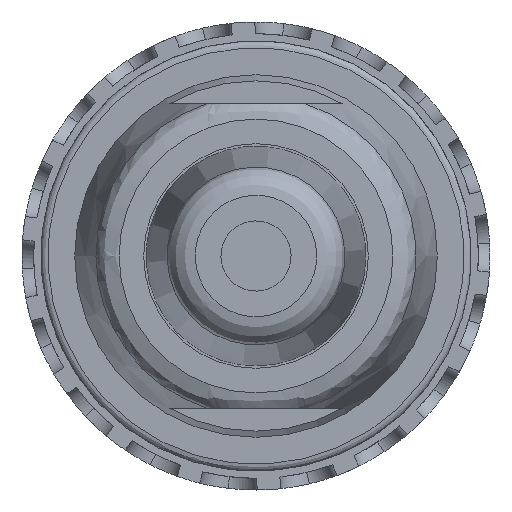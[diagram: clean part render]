
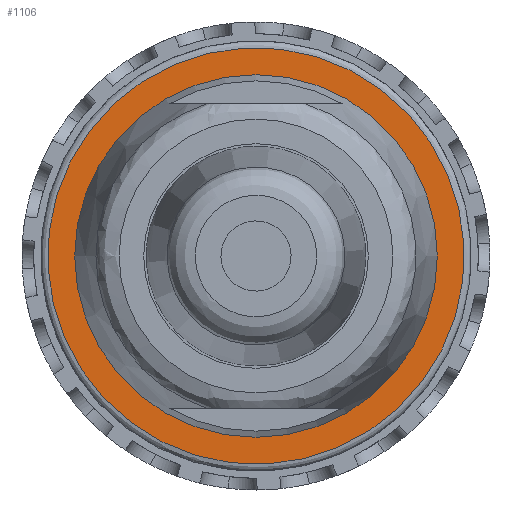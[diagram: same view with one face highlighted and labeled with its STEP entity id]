
A CAD part, front view. The second image highlights one B-rep face of the part: STEP entity #1106.
In plain terms, the highlighted planar face has unit normal (0, -1, 0).
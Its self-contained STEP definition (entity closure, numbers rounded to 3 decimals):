
#1106=ADVANCED_FACE('',(#1416,#1417),#1298,.T.);
#1298=PLANE('',#3800);
#1416=FACE_BOUND('',#1473,.T.);
#1417=FACE_BOUND('',#1474,.T.);
#1473=EDGE_LOOP('',(#1720));
#1474=EDGE_LOOP('',(#1721));
#1720=ORIENTED_EDGE('',*,*,#3118,.F.);
#1721=ORIENTED_EDGE('',*,*,#3140,.F.);
#2752=VERTEX_POINT('',#5007);
#2770=VERTEX_POINT('',#5136);
#3118=EDGE_CURVE('',#2752,#2752,#3657,.T.);
#3140=EDGE_CURVE('',#2770,#2770,#3671,.T.);
#3657=CIRCLE('',#3772,7.75);
#3671=CIRCLE('',#3799,8.9);
#3772=AXIS2_PLACEMENT_3D('',#5006,#4094,#4095);
#3799=AXIS2_PLACEMENT_3D('',#5135,#4150,#4151);
#3800=AXIS2_PLACEMENT_3D('',#5137,#4152,#4153);
#4094=DIRECTION('',(0.,-1.,0.));
#4095=DIRECTION('',(0.,0.,-1.));
#4150=DIRECTION('',(0.,1.,0.));
#4151=DIRECTION('',(-0.29,0.,-0.957));
#4152=DIRECTION('',(0.,-1.,0.));
#4153=DIRECTION('',(-0.957,0.,0.29));
#5006=CARTESIAN_POINT('',(23.222,-36.165,0.));
#5007=CARTESIAN_POINT('',(23.222,-36.165,-7.75));
#5135=CARTESIAN_POINT('',(23.222,-36.165,0.));
#5136=CARTESIAN_POINT('',(20.643,-36.165,-8.518));
#5137=CARTESIAN_POINT('',(34.4,-36.165,5.983));
